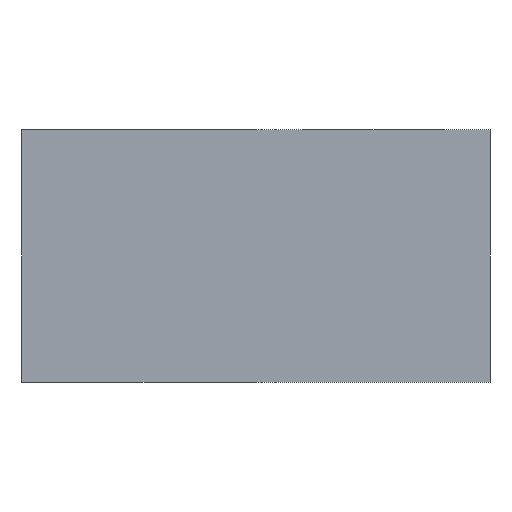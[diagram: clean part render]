
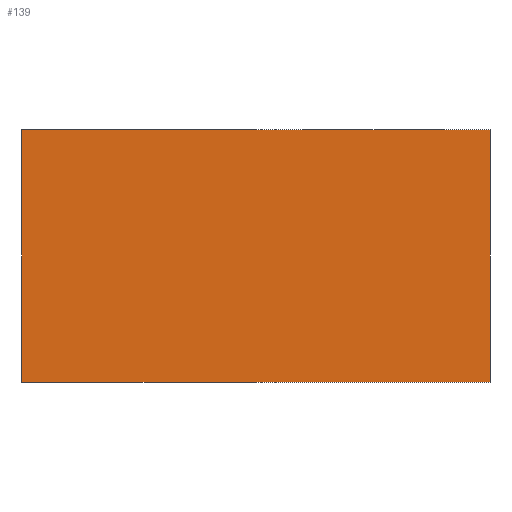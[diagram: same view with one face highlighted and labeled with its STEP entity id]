
A CAD part, front view. The second image highlights one B-rep face of the part: STEP entity #139.
In plain terms, the highlighted planar face has unit normal (0, -1, 0).
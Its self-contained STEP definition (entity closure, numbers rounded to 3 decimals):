
#139=ADVANCED_FACE('',(#245),#1653,.T.);
#245=FACE_OUTER_BOUND('',#371,.T.);
#371=EDGE_LOOP('',(#869,#870,#871,#872));
#869=ORIENTED_EDGE('',*,*,#1119,.F.);
#870=ORIENTED_EDGE('',*,*,#1117,.F.);
#871=ORIENTED_EDGE('',*,*,#1120,.F.);
#872=ORIENTED_EDGE('',*,*,#1118,.F.);
#1117=EDGE_CURVE('',#1541,#1542,#1369,.T.);
#1118=EDGE_CURVE('',#1543,#1544,#1370,.T.);
#1119=EDGE_CURVE('',#1542,#1543,#1371,.T.);
#1120=EDGE_CURVE('',#1544,#1541,#1372,.T.);
#1369=B_SPLINE_CURVE_WITH_KNOTS('',1,(#2647,#2648),.UNSPECIFIED.,.F.,.F.,
(2,2),(-1.35,1.35),.UNSPECIFIED.);
#1370=B_SPLINE_CURVE_WITH_KNOTS('',1,(#2649,#2650),.UNSPECIFIED.,.F.,.F.,
(2,2),(-1.35,1.35),.UNSPECIFIED.);
#1371=B_SPLINE_CURVE_WITH_KNOTS('',1,(#2651,#2652),.UNSPECIFIED.,.F.,.F.,
(2,2),(129.5,134.5),.UNSPECIFIED.);
#1372=B_SPLINE_CURVE_WITH_KNOTS('',1,(#2653,#2654),.UNSPECIFIED.,.F.,.F.,
(2,2),(-134.5,-129.5),.UNSPECIFIED.);
#1541=VERTEX_POINT('',#2159);
#1542=VERTEX_POINT('',#2160);
#1543=VERTEX_POINT('',#2161);
#1544=VERTEX_POINT('',#2162);
#1653=PLANE('',#1779);
#1779=AXIS2_PLACEMENT_3D('',#1997,#1888,$);
#1888=DIRECTION('',(0.,-1.,0.));
#1997=CARTESIAN_POINT('',(17.,-12.7,0.));
#2159=CARTESIAN_POINT('',(2.5,-12.7,2.7));
#2160=CARTESIAN_POINT('',(2.5,-12.7,0.));
#2161=CARTESIAN_POINT('',(-2.5,-12.7,0.));
#2162=CARTESIAN_POINT('',(-2.5,-12.7,2.7));
#2647=CARTESIAN_POINT('',(2.5,-12.7,2.7));
#2648=CARTESIAN_POINT('',(2.5,-12.7,0.));
#2649=CARTESIAN_POINT('',(-2.5,-12.7,0.));
#2650=CARTESIAN_POINT('',(-2.5,-12.7,2.7));
#2651=CARTESIAN_POINT('',(2.5,-12.7,0.));
#2652=CARTESIAN_POINT('',(-2.5,-12.7,0.));
#2653=CARTESIAN_POINT('',(-2.5,-12.7,2.7));
#2654=CARTESIAN_POINT('',(2.5,-12.7,2.7));
